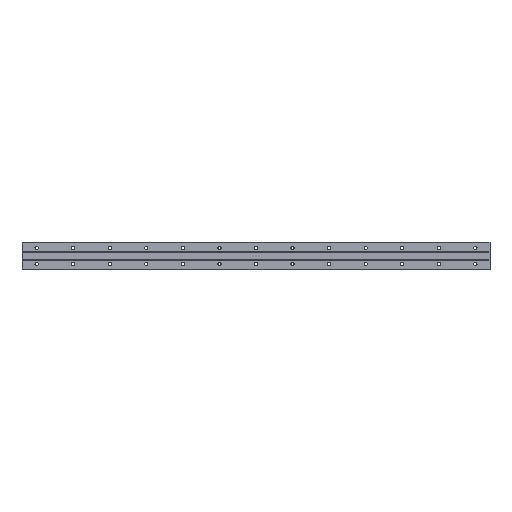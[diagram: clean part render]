
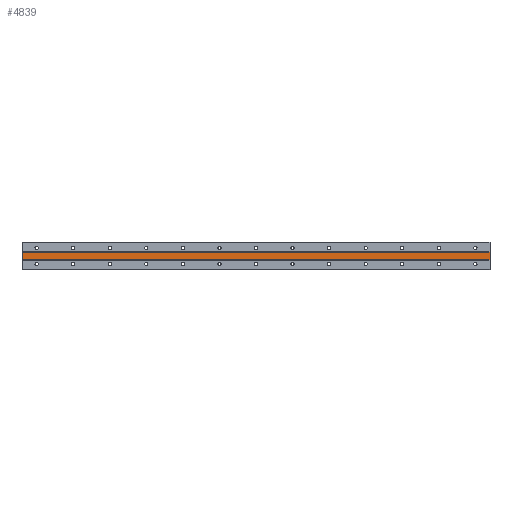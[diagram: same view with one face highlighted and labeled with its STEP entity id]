
A CAD part, front view. The second image highlights one B-rep face of the part: STEP entity #4839.
In plain terms, the highlighted planar face has unit normal (0, -1, 0).
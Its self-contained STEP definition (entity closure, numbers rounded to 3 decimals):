
#67 = VECTOR ( 'NONE', #2033, 1000. ) ;
#259 = DIRECTION ( 'NONE',  ( 0., 1., 0. ) ) ;
#315 = VECTOR ( 'NONE', #2026, 1000. ) ;
#343 = CARTESIAN_POINT ( 'NONE',  ( 620., 0.5, -5. ) ) ;
#370 = ORIENTED_EDGE ( 'NONE', *, *, #3302, .T. ) ;
#751 = VERTEX_POINT ( 'NONE', #3106 ) ;
#788 = LINE ( 'NONE', #343, #2860 ) ;
#877 = AXIS2_PLACEMENT_3D ( 'NONE', #4543, #259, #3843 ) ;
#977 = VERTEX_POINT ( 'NONE', #2482 ) ;
#1341 = EDGE_CURVE ( 'NONE', #3146, #751, #4804, .T. ) ;
#1538 = DIRECTION ( 'NONE',  ( 1., 0., 0. ) ) ;
#1587 = CARTESIAN_POINT ( 'NONE',  ( 620., 0.5, 18.34 ) ) ;
#1765 = PLANE ( 'NONE',  #877 ) ;
#1847 = EDGE_CURVE ( 'NONE', #4634, #3146, #4022, .T. ) ;
#1922 = CARTESIAN_POINT ( 'NONE',  ( 620., 0.5, 5. ) ) ;
#2026 = DIRECTION ( 'NONE',  ( 1., 0., 0. ) ) ;
#2033 = DIRECTION ( 'NONE',  ( 0., 0., -1. ) ) ;
#2047 = EDGE_LOOP ( 'NONE', ( #3573, #3930, #2916, #370 ) ) ;
#2239 = FACE_OUTER_BOUND ( 'NONE', #2047, .T. ) ;
#2482 = CARTESIAN_POINT ( 'NONE',  ( -20., 0.5, -5. ) ) ;
#2860 = VECTOR ( 'NONE', #1538, 1000. ) ;
#2916 = ORIENTED_EDGE ( 'NONE', *, *, #1847, .F. ) ;
#3106 = CARTESIAN_POINT ( 'NONE',  ( 620., 0.5, -5. ) ) ;
#3146 = VERTEX_POINT ( 'NONE', #1922 ) ;
#3302 = EDGE_CURVE ( 'NONE', #4634, #977, #4144, .T. ) ;
#3466 = CARTESIAN_POINT ( 'NONE',  ( -20., 0.5, 5. ) ) ;
#3573 = ORIENTED_EDGE ( 'NONE', *, *, #4197, .T. ) ;
#3732 = DIRECTION ( 'NONE',  ( 0., 0., -1. ) ) ;
#3843 = DIRECTION ( 'NONE',  ( 0., 0., 1. ) ) ;
#3930 = ORIENTED_EDGE ( 'NONE', *, *, #1341, .F. ) ;
#3964 = VECTOR ( 'NONE', #3732, 1000. ) ;
#4022 = LINE ( 'NONE', #4045, #315 ) ;
#4045 = CARTESIAN_POINT ( 'NONE',  ( 620., 0.5, 5. ) ) ;
#4093 = CARTESIAN_POINT ( 'NONE',  ( -20., 0.5, 18.34 ) ) ;
#4144 = LINE ( 'NONE', #4093, #3964 ) ;
#4197 = EDGE_CURVE ( 'NONE', #977, #751, #788, .T. ) ;
#4543 = CARTESIAN_POINT ( 'NONE',  ( 620., 0.5, 5. ) ) ;
#4634 = VERTEX_POINT ( 'NONE', #3466 ) ;
#4804 = LINE ( 'NONE', #1587, #67 ) ;
#4839 = ADVANCED_FACE ( 'NONE', ( #2239 ), #1765, .F. ) ;
